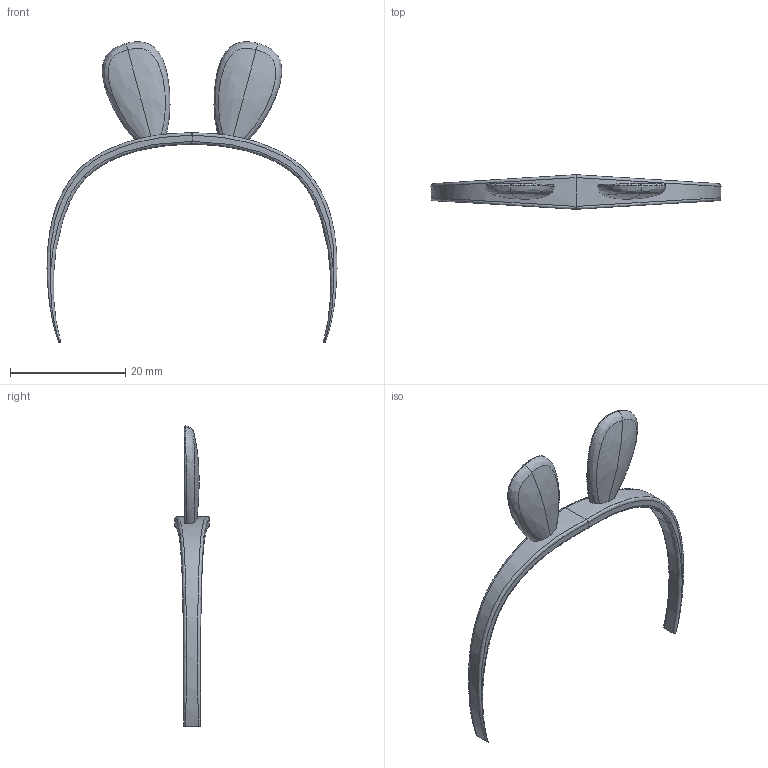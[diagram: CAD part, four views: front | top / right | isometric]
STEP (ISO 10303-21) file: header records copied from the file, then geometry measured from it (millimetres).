
FILE_DESCRIPTION(/* description */ (''),/* implementation_level */ '2;1');
FILE_NAME(/* name */ '',/* time_stamp */ '2023-01-30T22:42:57+08:00',/* author */ (''),/* organization */ (''),/* preprocessor_version */ 'ST-DEVELOPER v19.2',/* originating_system */ 'Autodesk Translation Framework v11.17.0.187',/* authorisation */ '');
FILE_SCHEMA (('AUTOMOTIVE_DESIGN { 1 0 10303 214 3 1 1 }'));
Length unit declared in the file: millimetre
Products named in the file (4): 兔耳朵; 零部件2; 兔耳朵(镜像); 零部件293(镜像)
Assembly tree (4 placements, depth 3):
  兔耳朵
    零部件2
    兔耳朵(镜像)
      零部件293(镜像)
    零部件293(镜像)
Bounding box: 50.4 x 6 x 52.21 mm (x, y, z)
Volume: 1071.4 mm3; surface area: 1726.7 mm2
Topology: 1 solids, 1 shells, 50 faces, 144 edges, 98 vertices
Faces by surface type: bspline 44, plane 6
Entity records: 4960 total; most frequent: CARTESIAN_POINT 3880, ORIENTED_EDGE 288, EDGE_CURVE 144, B_SPLINE_CURVE_WITH_KNOTS 116, VERTEX_POINT 98, DIRECTION 64, EDGE_LOOP 52, FACE_OUTER_BOUND 50
